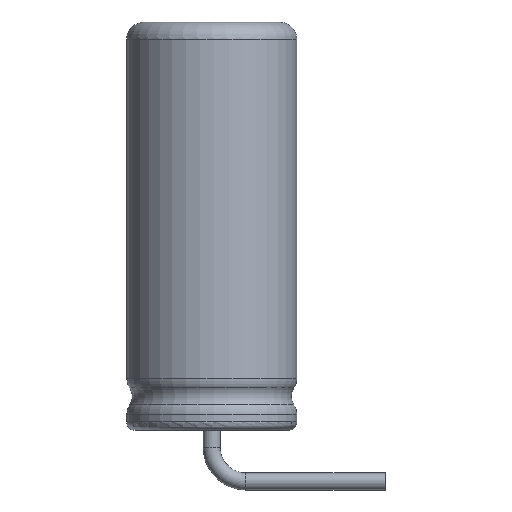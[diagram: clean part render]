
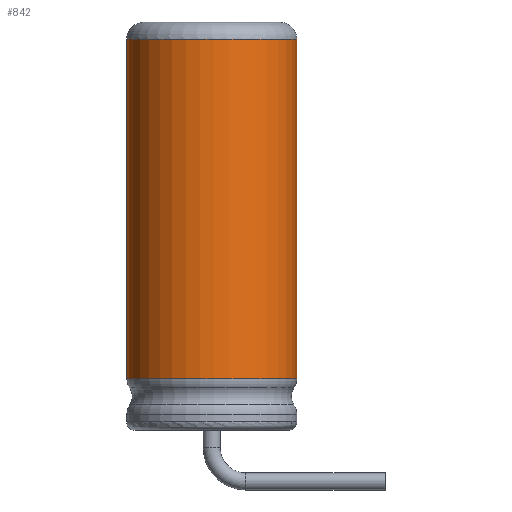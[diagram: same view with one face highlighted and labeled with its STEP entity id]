
A CAD part, front view. The second image highlights one B-rep face of the part: STEP entity #842.
In plain terms, the highlighted cylindrical face has radius 2.5 mm (diameter 5 mm), a partial arc.
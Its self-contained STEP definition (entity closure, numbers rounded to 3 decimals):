
#139 = VERTEX_POINT('',#140);
#140 = CARTESIAN_POINT('',(2.5,0.,11.5));
#156 = EDGE_CURVE('',#139,#157,#159,.T.);
#157 = VERTEX_POINT('',#158);
#158 = CARTESIAN_POINT('',(-0.647,2.415,11.5));
#159 = CIRCLE('',#160,2.5);
#160 = AXIS2_PLACEMENT_3D('',#161,#162,#163);
#161 = CARTESIAN_POINT('',(0.,0.,11.5));
#162 = DIRECTION('',(0.,0.,-1.));
#163 = DIRECTION('',(1.,0.,0.));
#521 = EDGE_CURVE('',#139,#522,#524,.T.);
#522 = VERTEX_POINT('',#523);
#523 = CARTESIAN_POINT('',(2.5,0.,1.524));
#524 = LINE('',#525,#526);
#525 = CARTESIAN_POINT('',(2.5,0.,11.5));
#526 = VECTOR('',#527,1.);
#527 = DIRECTION('',(0.,0.,-1.));
#818 = VERTEX_POINT('',#819);
#819 = CARTESIAN_POINT('',(-0.647,2.415,1.524
    ));
#832 = EDGE_CURVE('',#157,#818,#833,.T.);
#833 = LINE('',#834,#835);
#834 = CARTESIAN_POINT('',(-0.647,2.415,11.5));
#835 = VECTOR('',#836,1.);
#836 = DIRECTION('',(0.,0.,-1.));
#842 = ADVANCED_FACE('',(#843),#855,.T.);
#843 = FACE_BOUND('',#844,.T.);
#844 = EDGE_LOOP('',(#845,#846,#847,#854));
#845 = ORIENTED_EDGE('',*,*,#156,.T.);
#846 = ORIENTED_EDGE('',*,*,#832,.T.);
#847 = ORIENTED_EDGE('',*,*,#848,.F.);
#848 = EDGE_CURVE('',#522,#818,#849,.T.);
#849 = CIRCLE('',#850,2.5);
#850 = AXIS2_PLACEMENT_3D('',#851,#852,#853);
#851 = CARTESIAN_POINT('',(0.,0.,1.524));
#852 = DIRECTION('',(0.,0.,-1.));
#853 = DIRECTION('',(1.,0.,0.));
#854 = ORIENTED_EDGE('',*,*,#521,.F.);
#855 = CYLINDRICAL_SURFACE('',#856,2.5);
#856 = AXIS2_PLACEMENT_3D('',#857,#858,#859);
#857 = CARTESIAN_POINT('',(0.,0.,11.5));
#858 = DIRECTION('',(0.,0.,-1.));
#859 = DIRECTION('',(1.,0.,0.));
